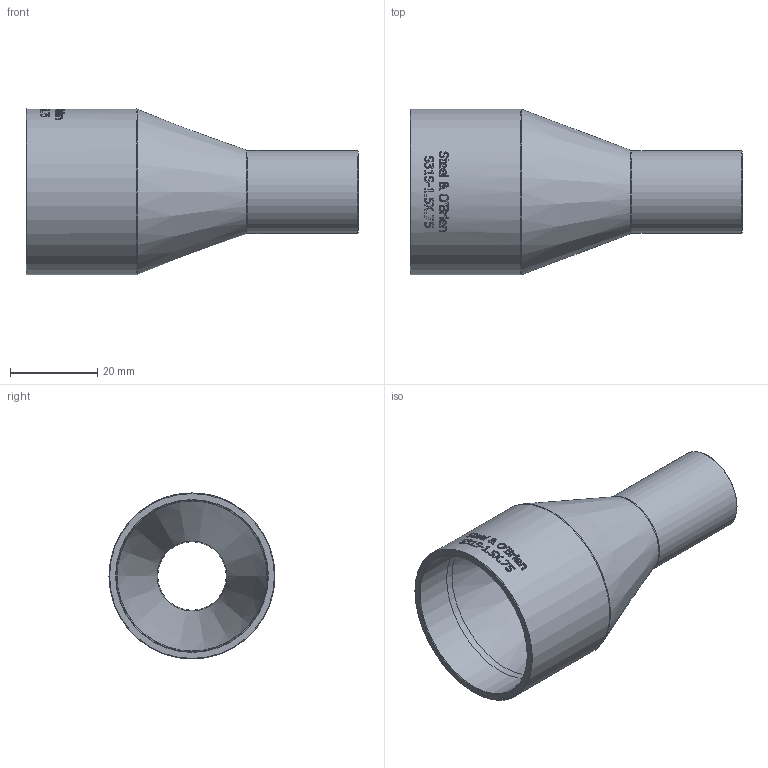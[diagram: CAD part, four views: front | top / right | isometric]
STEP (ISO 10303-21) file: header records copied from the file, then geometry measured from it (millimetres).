
FILE_DESCRIPTION(/* description */ (''),/* implementation_level */ '2;1');
FILE_NAME(/* name */ 'S31S-15X.75.stp',/* time_stamp */ '2018-11-20T11:55:07-05:00',/* author */ ('rick'),/* organization */ (''),/* preprocessor_version */ 'ST-DEVELOPER v15.2',/* originating_system */ 'Autodesk Inventor 2014',/* authorisation */ '');
FILE_SCHEMA (('AUTOMOTIVE_DESIGN { 1 0 10303 214 3 1 1 }'));
Length unit declared in the file: inch
Products named in the file (1): S31S-15X.75
Bounding box: 76.2 x 38.1 x 38.1 mm (x, y, z)
Volume: 18445.3 mm3; surface area: 12852.5 mm2
Topology: 1 solids, 1 shells, 409 faces, 1107 edges, 734 vertices
Faces by surface type: bspline 198, plane 163, cylinder 38, torus 8, cone 2
Full cylindrical faces by diameter (mm): 15.748 x1, 19.05 x1, 34.798 x1, 38.1 x1
Entity records: 16561 total; most frequent: CARTESIAN_POINT 7426, ORIENTED_EDGE 2186, DIRECTION 1321, EDGE_CURVE 1093, VERTEX_POINT 734, LINE 497, VECTOR 497, EDGE_LOOP 459
